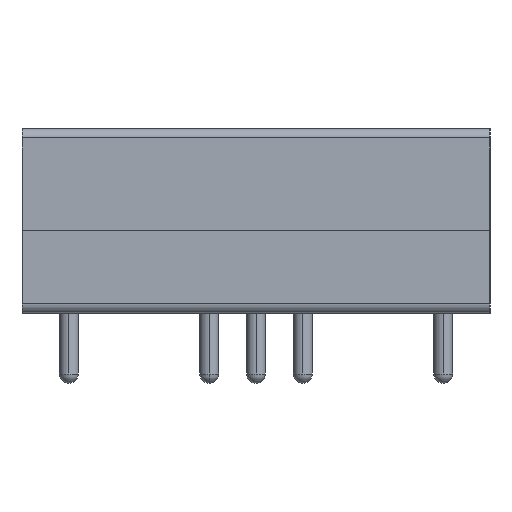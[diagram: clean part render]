
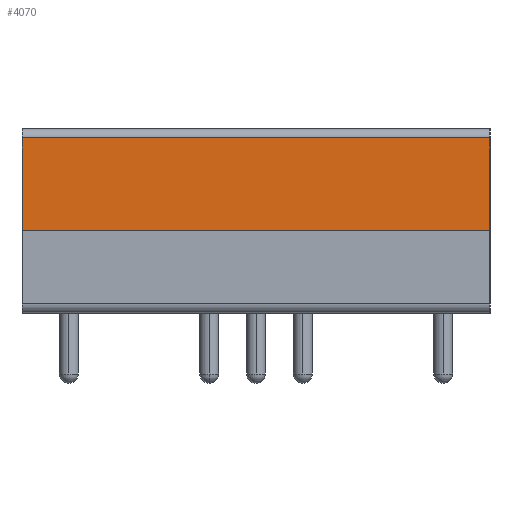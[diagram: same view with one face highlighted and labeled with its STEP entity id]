
A CAD part, left-side view. The second image highlights one B-rep face of the part: STEP entity #4070.
In plain terms, the highlighted planar face has unit normal (-1, 0, 0).
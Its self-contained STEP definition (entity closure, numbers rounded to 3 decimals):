
#2 = FACE_OUTER_BOUND ( 'NONE', #2900, .T. ) ;
#163 = LINE ( 'NONE', #342, #2412 ) ;
#222 = VERTEX_POINT ( 'NONE', #1065 ) ;
#258 = VECTOR ( 'NONE', #920, 1000. ) ;
#342 = CARTESIAN_POINT ( 'NONE',  ( -25.4, 12.7, -1.5 ) ) ;
#426 = VECTOR ( 'NONE', #619, 1000. ) ;
#619 = DIRECTION ( 'NONE',  ( 0., 1., 0. ) ) ;
#643 = CARTESIAN_POINT ( 'NONE',  ( -25.4, 12.7, 3.5 ) ) ;
#662 = PLANE ( 'NONE',  #4862 ) ;
#920 = DIRECTION ( 'NONE',  ( 0., 0., -1. ) ) ;
#989 = DIRECTION ( 'NONE',  ( -1., 0., 0. ) ) ;
#1051 = CARTESIAN_POINT ( 'NONE',  ( -25.4, 12.7, 3.5 ) ) ;
#1065 = CARTESIAN_POINT ( 'NONE',  ( -25.4, -12.7, 3.5 ) ) ;
#1133 = VERTEX_POINT ( 'NONE', #1470 ) ;
#1335 = VERTEX_POINT ( 'NONE', #2872 ) ;
#1396 = DIRECTION ( 'NONE',  ( 0., 0., 1. ) ) ;
#1399 = ORIENTED_EDGE ( 'NONE', *, *, #1685, .F. ) ;
#1470 = CARTESIAN_POINT ( 'NONE',  ( -25.4, 12.7, -1.5 ) ) ;
#1617 = EDGE_CURVE ( 'NONE', #1335, #1133, #1704, .T. ) ;
#1685 = EDGE_CURVE ( 'NONE', #222, #3569, #3470, .T. ) ;
#1704 = LINE ( 'NONE', #643, #4534 ) ;
#1869 = LINE ( 'NONE', #1051, #426 ) ;
#2412 = VECTOR ( 'NONE', #3954, 1000. ) ;
#2812 = EDGE_CURVE ( 'NONE', #1133, #3569, #163, .T. ) ;
#2872 = CARTESIAN_POINT ( 'NONE',  ( -25.4, 12.7, 3.5 ) ) ;
#2900 = EDGE_LOOP ( 'NONE', ( #4614, #4264, #3310, #1399 ) ) ;
#3005 = DIRECTION ( 'NONE',  ( 0., 0., -1. ) ) ;
#3310 = ORIENTED_EDGE ( 'NONE', *, *, #2812, .T. ) ;
#3396 = CARTESIAN_POINT ( 'NONE',  ( -25.4, -12.7, -1.5 ) ) ;
#3470 = LINE ( 'NONE', #3594, #258 ) ;
#3569 = VERTEX_POINT ( 'NONE', #3396 ) ;
#3594 = CARTESIAN_POINT ( 'NONE',  ( -25.4, -12.7, 3.5 ) ) ;
#3954 = DIRECTION ( 'NONE',  ( 0., -1., 0. ) ) ;
#4070 = ADVANCED_FACE ( 'NONE', ( #2 ), #662, .T. ) ;
#4071 = EDGE_CURVE ( 'NONE', #222, #1335, #1869, .T. ) ;
#4191 = CARTESIAN_POINT ( 'NONE',  ( -25.4, 12.7, 3.5 ) ) ;
#4264 = ORIENTED_EDGE ( 'NONE', *, *, #1617, .T. ) ;
#4534 = VECTOR ( 'NONE', #3005, 1000. ) ;
#4614 = ORIENTED_EDGE ( 'NONE', *, *, #4071, .T. ) ;
#4862 = AXIS2_PLACEMENT_3D ( 'NONE', #4191, #989, #1396 ) ;
